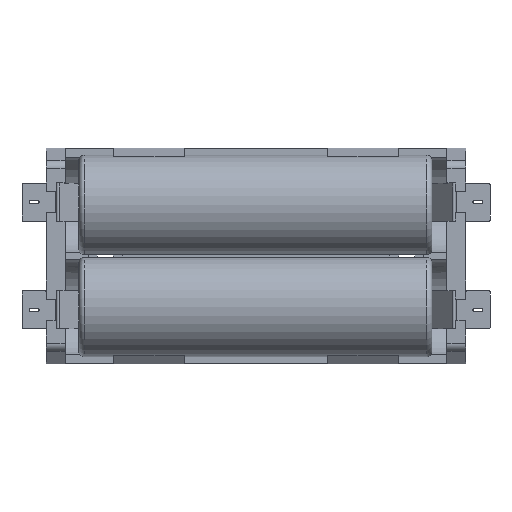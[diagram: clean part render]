
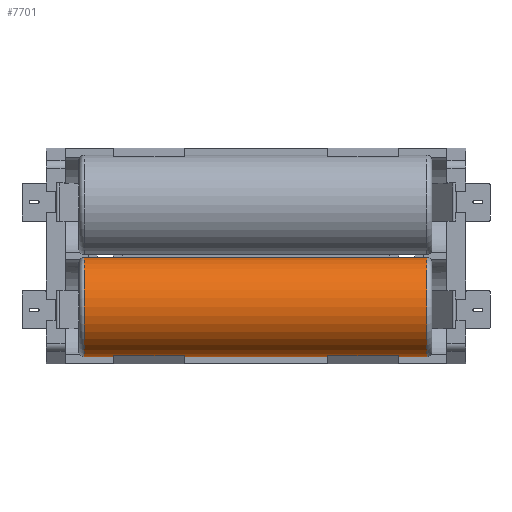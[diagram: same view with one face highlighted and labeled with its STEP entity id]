
A CAD part, top view. The second image highlights one B-rep face of the part: STEP entity #7701.
In plain terms, the highlighted cylindrical face has radius 9.125 mm (diameter 18.25 mm), a full revolution.
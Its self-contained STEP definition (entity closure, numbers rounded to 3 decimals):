
#116=CYLINDRICAL_SURFACE('',#8267,9.125);
#366=CIRCLE('',#8265,9.125);
#367=CIRCLE('',#8266,9.125);
#368=CIRCLE('',#8268,9.125);
#369=CIRCLE('',#8269,9.125);
#768=FACE_OUTER_BOUND('',#1187,.T.);
#1187=EDGE_LOOP('',(#6982,#6983,#6984,#6985,#6986,#6987));
#2083=LINE('',#12909,#2972);
#2972=VECTOR('',#10213,9.125);
#3693=VERTEX_POINT('',#12902);
#3694=VERTEX_POINT('',#12904);
#3695=VERTEX_POINT('',#12908);
#3696=VERTEX_POINT('',#12910);
#4791=EDGE_CURVE('',#3693,#3694,#366,.T.);
#4792=EDGE_CURVE('',#3694,#3693,#367,.T.);
#4793=EDGE_CURVE('',#3694,#3695,#2083,.T.);
#4794=EDGE_CURVE('',#3696,#3695,#368,.T.);
#4795=EDGE_CURVE('',#3695,#3696,#369,.T.);
#6982=ORIENTED_EDGE('',*,*,#4792,.F.);
#6983=ORIENTED_EDGE('',*,*,#4793,.T.);
#6984=ORIENTED_EDGE('',*,*,#4794,.F.);
#6985=ORIENTED_EDGE('',*,*,#4795,.F.);
#6986=ORIENTED_EDGE('',*,*,#4793,.F.);
#6987=ORIENTED_EDGE('',*,*,#4791,.F.);
#7701=ADVANCED_FACE('',(#768),#116,.T.);
#8265=AXIS2_PLACEMENT_3D('',#12905,#10207,#10208);
#8266=AXIS2_PLACEMENT_3D('',#12906,#10209,#10210);
#8267=AXIS2_PLACEMENT_3D('',#12907,#10211,#10212);
#8268=AXIS2_PLACEMENT_3D('',#12911,#10214,#10215);
#8269=AXIS2_PLACEMENT_3D('',#12912,#10216,#10217);
#10207=DIRECTION('center_axis',(1.,0.,0.));
#10208=DIRECTION('ref_axis',(0.,1.,0.));
#10209=DIRECTION('center_axis',(1.,0.,0.));
#10210=DIRECTION('ref_axis',(0.,1.,0.));
#10211=DIRECTION('center_axis',(1.,0.,0.));
#10212=DIRECTION('ref_axis',(0.,1.,0.));
#10213=DIRECTION('',(-1.,0.,0.));
#10214=DIRECTION('center_axis',(-1.,0.,0.));
#10215=DIRECTION('ref_axis',(0.,1.,0.));
#10216=DIRECTION('center_axis',(-1.,0.,0.));
#10217=DIRECTION('ref_axis',(0.,1.,0.));
#12902=CARTESIAN_POINT('',(31.385,-9.415,18.566));
#12904=CARTESIAN_POINT('',(31.385,-18.54,9.441));
#12905=CARTESIAN_POINT('Origin',(31.385,-9.415,9.441));
#12906=CARTESIAN_POINT('Origin',(31.385,-9.415,9.441));
#12907=CARTESIAN_POINT('Origin',(-32.615,-9.415,9.441));
#12908=CARTESIAN_POINT('',(-31.615,-18.54,9.441));
#12909=CARTESIAN_POINT('',(-32.615,-18.54,9.441));
#12910=CARTESIAN_POINT('',(-31.615,-9.415,18.566));
#12911=CARTESIAN_POINT('Origin',(-31.615,-9.415,9.441));
#12912=CARTESIAN_POINT('Origin',(-31.615,-9.415,9.441));
